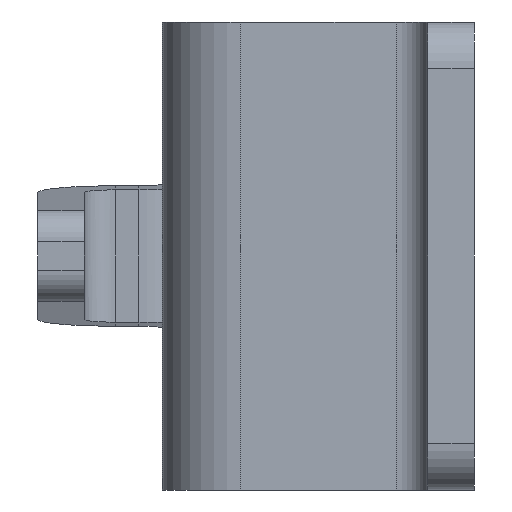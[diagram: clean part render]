
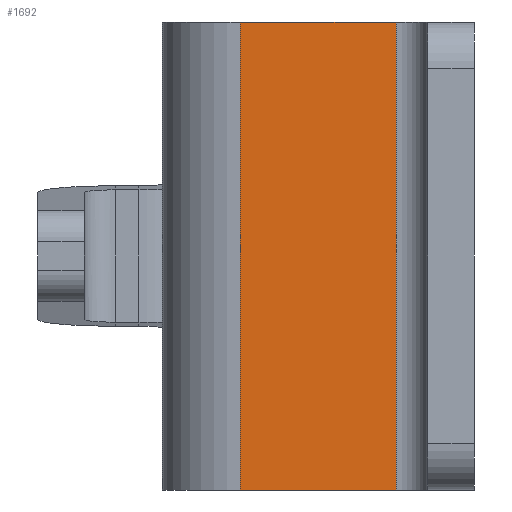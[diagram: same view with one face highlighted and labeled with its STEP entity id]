
A CAD part, left-side view. The second image highlights one B-rep face of the part: STEP entity #1692.
In plain terms, the highlighted planar face has unit normal (-1, 0, 0).
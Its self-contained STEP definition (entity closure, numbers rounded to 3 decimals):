
#232=DIRECTION('',(0.,1.,0.));
#233=VECTOR('',#232,10.);
#234=CARTESIAN_POINT('',(-203.,5.,15.));
#235=LINE('',#234,#233);
#457=DIRECTION('',(0.,0.,1.));
#458=VECTOR('',#457,30.);
#459=CARTESIAN_POINT('',(-203.,5.,-15.));
#460=LINE('',#459,#458);
#461=DIRECTION('',(0.,1.,0.));
#462=VECTOR('',#461,10.);
#463=CARTESIAN_POINT('',(-203.,5.,-15.));
#464=LINE('',#463,#462);
#469=DIRECTION('',(0.,0.,-1.));
#470=VECTOR('',#469,30.);
#471=CARTESIAN_POINT('',(-203.,15.,15.));
#472=LINE('',#471,#470);
#894=CARTESIAN_POINT('',(-203.,15.,-15.));
#896=VERTEX_POINT('',#894);
#897=CARTESIAN_POINT('',(-203.,5.,-15.));
#898=VERTEX_POINT('',#897);
#927=CARTESIAN_POINT('',(-203.,5.,15.));
#928=VERTEX_POINT('',#927);
#929=CARTESIAN_POINT('',(-203.,15.,15.));
#930=VERTEX_POINT('',#929);
#1680=CARTESIAN_POINT('',(-203.,20.,-15.));
#1681=DIRECTION('',(-1.,0.,0.));
#1682=DIRECTION('',(0.,-1.,0.));
#1683=AXIS2_PLACEMENT_3D('',#1680,#1681,#1682);
#1684=PLANE('',#1683);
#1686=ORIENTED_EDGE('',*,*,#1685,.F.);
#1687=ORIENTED_EDGE('',*,*,#1418,.F.);
#1688=ORIENTED_EDGE('',*,*,#1674,.F.);
#1689=ORIENTED_EDGE('',*,*,#1310,.T.);
#1690=EDGE_LOOP('',(#1686,#1687,#1688,#1689));
#1691=FACE_OUTER_BOUND('',#1690,.F.);
#1692=ADVANCED_FACE('',(#1691),#1684,.T.);
#1310=EDGE_CURVE('',#898,#896,#464,.T.);
#1418=EDGE_CURVE('',#928,#930,#235,.T.);
#1674=EDGE_CURVE('',#898,#928,#460,.T.);
#1685=EDGE_CURVE('',#930,#896,#472,.T.);
